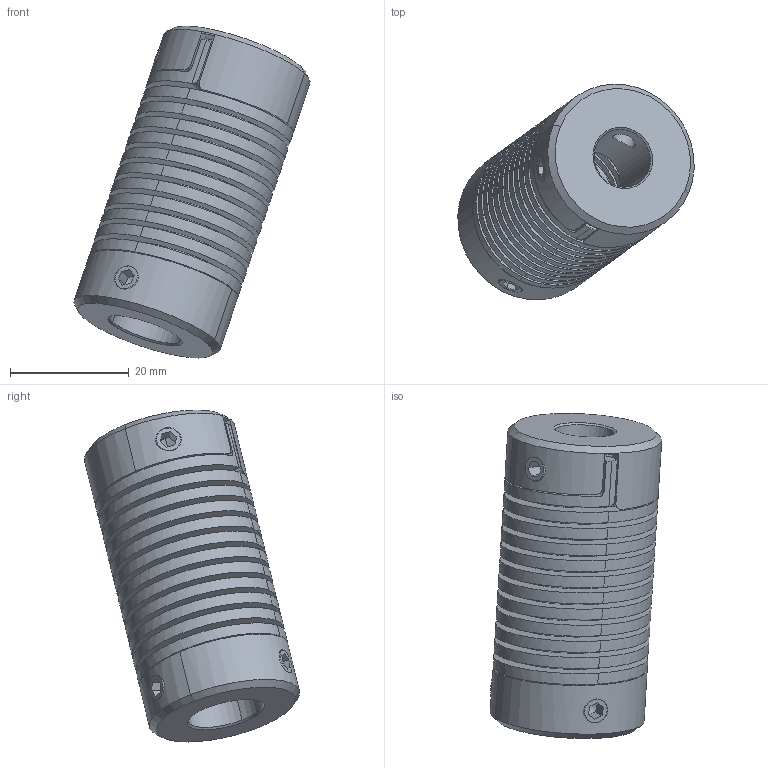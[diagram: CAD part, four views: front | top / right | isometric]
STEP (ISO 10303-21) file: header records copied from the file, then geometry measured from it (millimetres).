
FILE_DESCRIPTION((''),'2;1');
FILE_NAME('DM_CAD-1975_10_127','2014-06-30T',('creinig-se'),(''),'PRO/ENGINEER BY PARAMETRIC TECHNOLOGY CORPORATION, 2013050','PRO/ENGINEER BY PARAMETRIC TECHNOLOGY CORPORATION, 2013050','');
FILE_SCHEMA(('CONFIG_CONTROL_DESIGN'));
Length unit declared in the file: millimetre
Products named in the file (1): DM_CAD-1975_10_127
Bounding box: 39.83 x 36.26 x 55.97 mm (x, y, z)
Volume: 15710.5 mm3; surface area: 12591.2 mm2
Topology: 1 solids, 1 shells, 219 faces, 569 edges, 348 vertices
Faces by surface type: cylinder 81, plane 77, cone 50, bspline 11
Entity records: 33007 total; most frequent: CARTESIAN_POINT 26516, ORIENTED_EDGE 1106, DIRECTION 927, EDGE_CURVE 553, VERTEX_POINT 348, AXIS2_PLACEMENT_3D 346, VECTOR 235, LINE 235
